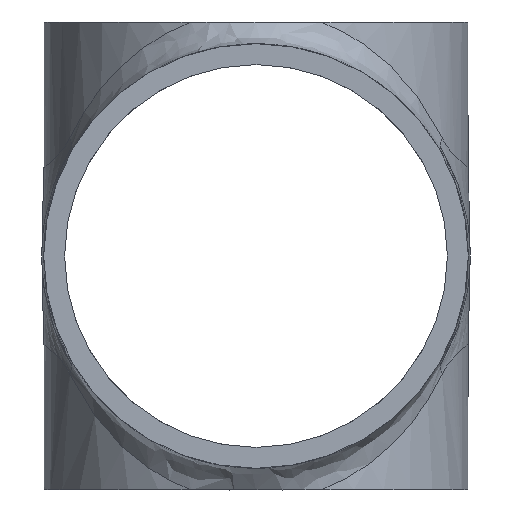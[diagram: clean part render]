
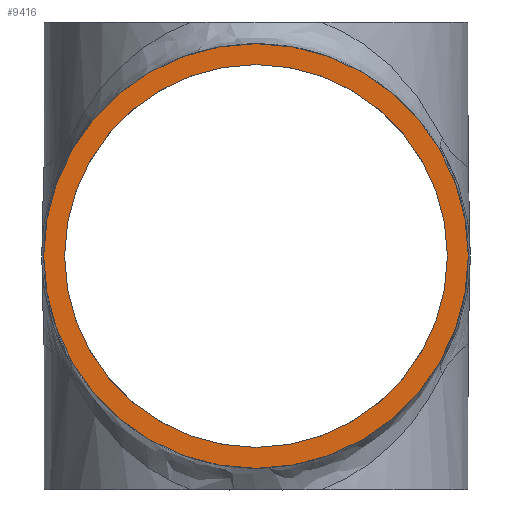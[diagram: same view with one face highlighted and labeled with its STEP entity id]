
A CAD part, left-side view. The second image highlights one B-rep face of the part: STEP entity #9416.
In plain terms, the highlighted planar face has unit normal (-1, 0, 0).
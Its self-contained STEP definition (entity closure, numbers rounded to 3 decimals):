
#8217=CARTESIAN_POINT('',(-50.0,-11.45,0.0));
#8218=VERTEX_POINT('',#8217);
#8219=CARTESIAN_POINT('',(-50.0,0.0,0.0));
#8220=DIRECTION('',(-1.0,0.0,0.0));
#8221=DIRECTION('',(0.0,-1.0,0.0));
#8222=AXIS2_PLACEMENT_3D('',#8219,#8220,#8221);
#8223=CIRCLE('',#8222,11.45);
#8224=EDGE_CURVE('',#8218,#8218,#8223,.T.);
#9279=CARTESIAN_POINT('',(-50.0,-12.7,0.0));
#9280=VERTEX_POINT('',#9279);
#9281=CARTESIAN_POINT('',(-50.0,0.0,0.0));
#9282=DIRECTION('',(-1.0,0.0,0.0));
#9283=DIRECTION('',(0.0,-1.0,0.0));
#9284=AXIS2_PLACEMENT_3D('',#9281,#9282,#9283);
#9285=CIRCLE('',#9284,12.7);
#9286=EDGE_CURVE('',#9280,#9280,#9285,.T.);
#9405=CARTESIAN_POINT('',(-50.0,-12.075,0.0));
#9406=DIRECTION('',(-1.0,0.0,0.0));
#9407=DIRECTION('',(0.0,0.0,1.0));
#9408=AXIS2_PLACEMENT_3D('',#9405,#9406,#9407);
#9409=PLANE('',#9408);
#9410=ORIENTED_EDGE('',*,*,#9286,.T.);
#9411=EDGE_LOOP('',(#9410));
#9412=FACE_OUTER_BOUND('',#9411,.T.);
#9413=ORIENTED_EDGE('',*,*,#8224,.F.);
#9414=EDGE_LOOP('',(#9413));
#9415=FACE_BOUND('',#9414,.T.);
#9416=ADVANCED_FACE('',(#9412,#9415),#9409,.T.);
